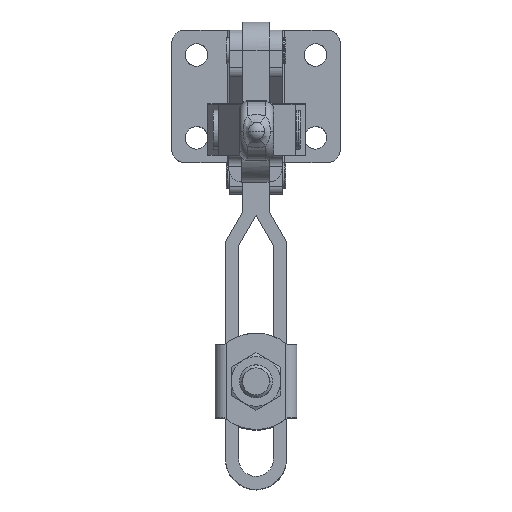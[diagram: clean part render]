
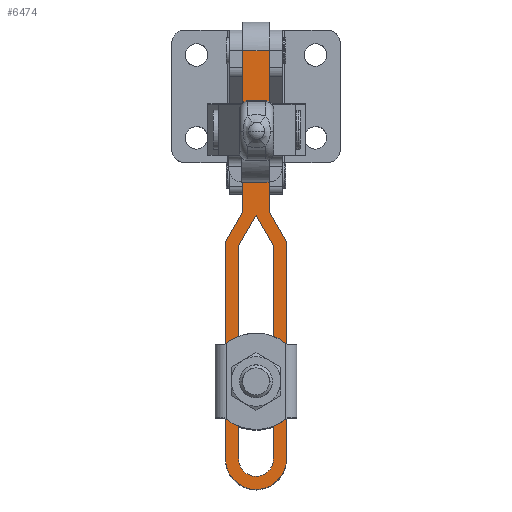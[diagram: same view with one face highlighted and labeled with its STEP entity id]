
A CAD part, top view. The second image highlights one B-rep face of the part: STEP entity #6474.
In plain terms, the highlighted planar face has unit normal (0, 0.008, 1).
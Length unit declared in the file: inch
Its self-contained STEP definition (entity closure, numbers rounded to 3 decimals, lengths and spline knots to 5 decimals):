
#4237=EDGE_CURVE('',#8690,#11819,#12752,.T.);
#4308=VERTEX_POINT('',#12836);
#4682=EDGE_CURVE('',#7121,#8057,#13250,.T.);
#4847=VERTEX_POINT('',#13424);
#5030=EDGE_CURVE('',#7790,#10877,#13621,.T.);
#5082=EDGE_CURVE('',#10877,#8690,#13673,.T.);
#5797=EDGE_CURVE('',#10676,#7121,#14443,.T.);
#6474=ADVANCED_FACE('',(#15174,#15175),#15176,.T.);
#6607=EDGE_CURVE('',#11652,#4308,#15319,.T.);
#7121=VERTEX_POINT('',#15880);
#7790=VERTEX_POINT('',#16609);
#7800=VERTEX_POINT('',#16621);
#8057=VERTEX_POINT('',#16891);
#8690=VERTEX_POINT('',#17576);
#8827=EDGE_CURVE('',#10982,#10676,#17722,.T.);
#8885=EDGE_CURVE('',#10875,#7800,#17785,.T.);
#9216=EDGE_CURVE('',#7800,#10982,#18143,.T.);
#9586=EDGE_CURVE('',#8057,#10875,#18550,.T.);
#9636=EDGE_CURVE('',#4847,#11819,#18605,.T.);
#10078=VERTEX_POINT('',#19086);
#10292=EDGE_CURVE('',#11709,#4847,#19328,.T.);
#10338=EDGE_CURVE('',#7790,#11652,#19377,.T.);
#10460=EDGE_CURVE('',#10078,#11709,#19516,.T.);
#10676=VERTEX_POINT('',#19752);
#10875=VERTEX_POINT('',#19964);
#10877=VERTEX_POINT('',#19966);
#10951=EDGE_CURVE('',#4308,#10078,#20045,.T.);
#10982=VERTEX_POINT('',#20078);
#11652=VERTEX_POINT('',#20806);
#11709=VERTEX_POINT('',#20871);
#11819=VERTEX_POINT('',#20991);
#12752=B_SPLINE_CURVE_WITH_KNOTS('',1,(#22160,#22161),.UNSPECIFIED.,.F.,.F.,(2,2),(-0.06184,0.0),.UNSPECIFIED.);
#12836=CARTESIAN_POINT('',(0.46063,-6.48708,2.80516));
#13250=(B_SPLINE_CURVE(3,(#23209,#23210,#23211,#23212),.UNSPECIFIED.,.F.,.F.)B_SPLINE_CURVE_WITH_KNOTS((4,4),(-4.71239,-3.14159),.UNSPECIFIED.)RATIONAL_B_SPLINE_CURVE((1.0,0.805,0.805,1.0))BOUNDED_CURVE()REPRESENTATION_ITEM('')GEOMETRIC_REPRESENTATION_ITEM()CURVE());
#13424=CARTESIAN_POINT('',(-0.46063,-3.20127,2.77796));
#13621=B_SPLINE_CURVE_WITH_KNOTS('',1,(#23967,#23968),.UNSPECIFIED.,.F.,.F.,(2,2),(0.0,0.06184),.UNSPECIFIED.);
#13673=B_SPLINE_CURVE_WITH_KNOTS('',1,(#24066,#24067),.UNSPECIFIED.,.F.,.F.,(2,2),(-0.01,0.0),.UNSPECIFIED.);
#14443=B_SPLINE_CURVE_WITH_KNOTS('',1,(#25788,#25789),.UNSPECIFIED.,.F.,.F.,(2,2),(-0.08212,0.0),.UNSPECIFIED.);
#15174=FACE_OUTER_BOUND('',#27536,.T.);
#15175=FACE_BOUND('',#27537,.T.);
#15176=PLANE('',#27538);
#15319=B_SPLINE_CURVE_WITH_KNOTS('',1,(#27855,#27856),.UNSPECIFIED.,.F.,.F.,(2,2),(-0.08346,0.0),.UNSPECIFIED.);
#15880=CARTESIAN_POINT('',(-0.26378,-6.48708,2.80516));
#16609=CARTESIAN_POINT('',(0.19685,-2.74584,2.77419));
#16621=CARTESIAN_POINT('',(0.26378,-3.25416,2.7784));
#16891=CARTESIAN_POINT('',(0.,-6.75085,2.80734));
#17576=CARTESIAN_POINT('',(-0.19685,-0.31134,2.75404));
#17722=B_SPLINE_CURVE_WITH_KNOTS('',1,(#33150,#33151),.UNSPECIFIED.,.F.,.F.,(2,2),(0.0,0.01337),.UNSPECIFIED.);
#17785=B_SPLINE_CURVE_WITH_KNOTS('',1,(#33293,#33294),.UNSPECIFIED.,.F.,.F.,(2,2),(0.0,0.08212),.UNSPECIFIED.);
#18143=B_SPLINE_CURVE_WITH_KNOTS('',1,(#33883,#33884),.UNSPECIFIED.,.F.,.F.,(2,2),(-0.01337,-0.0),.UNSPECIFIED.);
#18550=(B_SPLINE_CURVE(3,(#34815,#34816,#34817,#34818),.UNSPECIFIED.,.F.,.F.)B_SPLINE_CURVE_WITH_KNOTS((4,4),(-3.14159,-1.5708),.UNSPECIFIED.)RATIONAL_B_SPLINE_CURVE((1.0,0.805,0.805,1.0))BOUNDED_CURVE()REPRESENTATION_ITEM('')GEOMETRIC_REPRESENTATION_ITEM()CURVE());
#18605=B_SPLINE_CURVE_WITH_KNOTS('',1,(#34969,#34970),.UNSPECIFIED.,.F.,.F.,(2,2),(-0.01337,0.0),.UNSPECIFIED.);
#19086=CARTESIAN_POINT('',(0.,-6.9477,2.80897));
#19328=B_SPLINE_CURVE_WITH_KNOTS('',1,(#36688,#36689),.UNSPECIFIED.,.F.,.F.,(2,2),(-0.0,0.08346),.UNSPECIFIED.);
#19377=B_SPLINE_CURVE_WITH_KNOTS('',1,(#36774,#36775),.UNSPECIFIED.,.F.,.F.,(2,2),(0.0,0.01337),.UNSPECIFIED.);
#19516=(B_SPLINE_CURVE(3,(#37024,#37025,#37026,#37027),.UNSPECIFIED.,.F.,.F.)B_SPLINE_CURVE_WITH_KNOTS((4,4),(3.14159,4.71239),.UNSPECIFIED.)RATIONAL_B_SPLINE_CURVE((1.0,0.805,0.805,1.0))BOUNDED_CURVE()REPRESENTATION_ITEM('')GEOMETRIC_REPRESENTATION_ITEM()CURVE());
#19752=CARTESIAN_POINT('',(-0.26378,-3.25416,2.7784));
#19964=CARTESIAN_POINT('',(0.26378,-6.48708,2.80516));
#19966=CARTESIAN_POINT('',(0.19685,-0.31134,2.75404));
#20045=(B_SPLINE_CURVE(3,(#38281,#38282,#38283,#38284),.UNSPECIFIED.,.F.,.F.)B_SPLINE_CURVE_WITH_KNOTS((4,4),(1.5708,3.14159),.UNSPECIFIED.)RATIONAL_B_SPLINE_CURVE((1.0,0.805,0.805,1.0))BOUNDED_CURVE()REPRESENTATION_ITEM('')GEOMETRIC_REPRESENTATION_ITEM()CURVE());
#20078=CARTESIAN_POINT('',(0.,-2.79873,2.77463));
#20806=CARTESIAN_POINT('',(0.46063,-3.20127,2.77796));
#20871=CARTESIAN_POINT('',(-0.46063,-6.48708,2.80516));
#20991=CARTESIAN_POINT('',(-0.19685,-2.74584,2.77419));
#22160=CARTESIAN_POINT('',(-0.19685,-0.31134,2.75404));
#22161=CARTESIAN_POINT('',(-0.19685,-2.74584,2.77419));
#23209=CARTESIAN_POINT('',(-0.26378,-6.48708,2.80516));
#23210=CARTESIAN_POINT('',(-0.26378,-6.64159,2.80644));
#23211=CARTESIAN_POINT('',(-0.15452,-6.75085,2.80734));
#23212=CARTESIAN_POINT('',(0.,-6.75085,2.80734));
#23967=CARTESIAN_POINT('',(0.19685,-2.74584,2.77419));
#23968=CARTESIAN_POINT('',(0.19685,-0.31134,2.75404));
#24066=CARTESIAN_POINT('',(0.19685,-0.31134,2.75404));
#24067=CARTESIAN_POINT('',(-0.19685,-0.31134,2.75404));
#25788=CARTESIAN_POINT('',(-0.26378,-3.25416,2.7784));
#25789=CARTESIAN_POINT('',(-0.26378,-6.48708,2.80516));
#27536=EDGE_LOOP('',(#44783,#44784,#44785,#44786,#44787,#44788,#44789,#44790,#44791));
#27537=EDGE_LOOP('',(#44792,#44793,#44794,#44795,#44796,#44797));
#27538=AXIS2_PLACEMENT_3D('',#44798,#44799,#44800);
#27855=CARTESIAN_POINT('',(0.46063,-3.20127,2.77796));
#27856=CARTESIAN_POINT('',(0.46063,-6.48708,2.80516));
#33150=CARTESIAN_POINT('',(0.,-2.79873,2.77463));
#33151=CARTESIAN_POINT('',(-0.26378,-3.25416,2.7784));
#33293=CARTESIAN_POINT('',(0.26378,-6.48708,2.80516));
#33294=CARTESIAN_POINT('',(0.26378,-3.25416,2.7784));
#33883=CARTESIAN_POINT('',(0.26378,-3.25416,2.7784));
#33884=CARTESIAN_POINT('',(0.,-2.79873,2.77463));
#34815=CARTESIAN_POINT('',(0.,-6.75085,2.80734));
#34816=CARTESIAN_POINT('',(0.15452,-6.75085,2.80734));
#34817=CARTESIAN_POINT('',(0.26378,-6.64159,2.80644));
#34818=CARTESIAN_POINT('',(0.26378,-6.48708,2.80516));
#34969=CARTESIAN_POINT('',(-0.46063,-3.20127,2.77796));
#34970=CARTESIAN_POINT('',(-0.19685,-2.74584,2.77419));
#36688=CARTESIAN_POINT('',(-0.46063,-6.48708,2.80516));
#36689=CARTESIAN_POINT('',(-0.46063,-3.20127,2.77796));
#36774=CARTESIAN_POINT('',(0.19685,-2.74584,2.77419));
#36775=CARTESIAN_POINT('',(0.46063,-3.20127,2.77796));
#37024=CARTESIAN_POINT('',(0.,-6.9477,2.80897));
#37025=CARTESIAN_POINT('',(-0.26983,-6.9477,2.80897));
#37026=CARTESIAN_POINT('',(-0.46063,-6.7569,2.80739));
#37027=CARTESIAN_POINT('',(-0.46063,-6.48708,2.80516));
#38281=CARTESIAN_POINT('',(0.46063,-6.48708,2.80516));
#38282=CARTESIAN_POINT('',(0.46063,-6.7569,2.80739));
#38283=CARTESIAN_POINT('',(0.26983,-6.9477,2.80897));
#38284=CARTESIAN_POINT('',(0.,-6.9477,2.80897));
#44783=ORIENTED_EDGE('',*,*,#5030,.T.);
#44784=ORIENTED_EDGE('',*,*,#5082,.T.);
#44785=ORIENTED_EDGE('',*,*,#4237,.T.);
#44786=ORIENTED_EDGE('',*,*,#9636,.F.);
#44787=ORIENTED_EDGE('',*,*,#10292,.F.);
#44788=ORIENTED_EDGE('',*,*,#10460,.F.);
#44789=ORIENTED_EDGE('',*,*,#10951,.F.);
#44790=ORIENTED_EDGE('',*,*,#6607,.F.);
#44791=ORIENTED_EDGE('',*,*,#10338,.F.);
#44792=ORIENTED_EDGE('',*,*,#8885,.F.);
#44793=ORIENTED_EDGE('',*,*,#9586,.F.);
#44794=ORIENTED_EDGE('',*,*,#4682,.F.);
#44795=ORIENTED_EDGE('',*,*,#5797,.F.);
#44796=ORIENTED_EDGE('',*,*,#8827,.F.);
#44797=ORIENTED_EDGE('',*,*,#9216,.F.);
#44798=CARTESIAN_POINT('',(0.46063,-6.98751,2.8093));
#44799=DIRECTION('',(0.,0.008,1.));
#44800=DIRECTION('',(0.,1.,-0.008));
